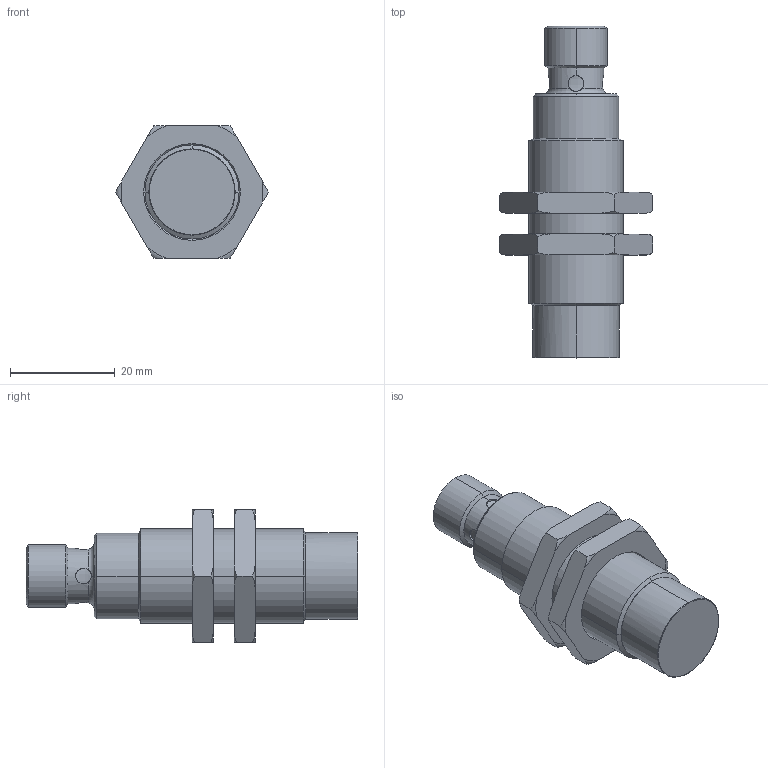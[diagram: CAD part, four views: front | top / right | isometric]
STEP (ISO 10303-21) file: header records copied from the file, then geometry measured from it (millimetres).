
FILE_DESCRIPTION (( 'STEP AP214' ), '1' );
FILE_NAME ('RLH-M18PA-NIS.STEP', '2022-01-19T18:57:01', ( '' ), ( '' ), 'SwSTEP 2.0', 'SolidWorks 2021', '' );
FILE_SCHEMA (( 'AUTOMOTIVE_DESIGN' ));
Length unit declared in the file: inch
Products named in the file (1): RLH-M18PA-NIS
Bounding box: 29.28 x 63.5 x 25.36 mm (x, y, z)
Volume: 15164.5 mm3; surface area: 6360 mm2
Topology: 3 solids, 3 shells, 127 faces, 318 edges, 201 vertices
Faces by surface type: cylinder 40, torus 30, plane 25, cone 21, bspline 7, sphere 4
Entity records: 4802 total; most frequent: CARTESIAN_POINT 1829, ORIENTED_EDGE 620, DIRECTION 587, EDGE_CURVE 310, AXIS2_PLACEMENT_3D 242, VERTEX_POINT 197, EDGE_LOOP 139, ADVANCED_FACE 127
